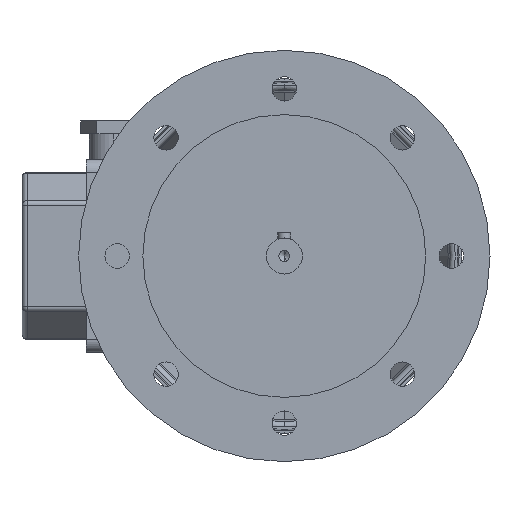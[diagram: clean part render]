
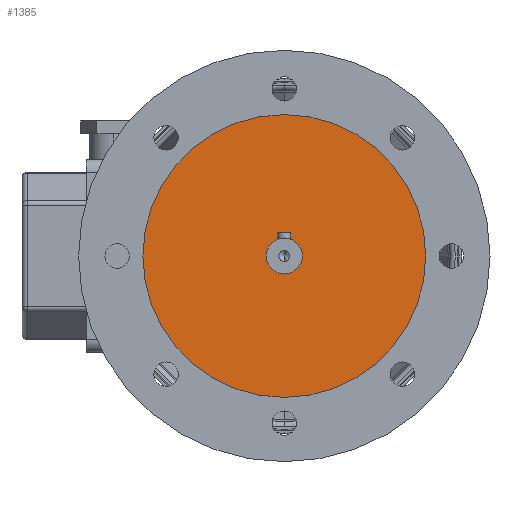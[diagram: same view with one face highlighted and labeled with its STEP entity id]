
A CAD part, left-side view. The second image highlights one B-rep face of the part: STEP entity #1385.
In plain terms, the highlighted face is planar.
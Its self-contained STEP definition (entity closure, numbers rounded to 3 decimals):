
#1368 = EDGE_LOOP ( 'NONE', ( #1369, #1370 ) ) ;
#1369 = ORIENTED_EDGE ( 'NONE', *, *, #2083, .F. ) ;
#1370 = ORIENTED_EDGE ( 'NONE', *, *, #2066, .F. ) ;
#1385 = ADVANCED_FACE ( 'NONE', ( #7254, #7253 ), #7252, .F. ) ;
#1401 = EDGE_CURVE ( 'NONE', #2167, #2170, #7289, .T. ) ;
#2047 = ORIENTED_EDGE ( 'NONE', *, *, #2169, .T. ) ;
#2048 = ORIENTED_EDGE ( 'NONE', *, *, #1401, .T. ) ;
#2049 = EDGE_LOOP ( 'NONE', ( #2047, #2048 ) ) ;
#2066 = EDGE_CURVE ( 'NONE', #2086, #2085, #8272, .T. ) ;
#2083 = EDGE_CURVE ( 'NONE', #2085, #2086, #8307, .T. ) ;
#2085 = VERTEX_POINT ( 'NONE', #8345 ) ;
#2086 = VERTEX_POINT ( 'NONE', #8344 ) ;
#2167 = VERTEX_POINT ( 'NONE', #8534 ) ;
#2169 = EDGE_CURVE ( 'NONE', #2170, #2167, #8533, .T. ) ;
#2170 = VERTEX_POINT ( 'NONE', #8528 ) ;
#7247 = DIRECTION ( 'NONE',  ( 0., 0., -1. ) ) ;
#7248 = DIRECTION ( 'NONE',  ( 0., -1., 0. ) ) ;
#7249 = CARTESIAN_POINT ( 'NONE',  ( 0., 23., -7. ) ) ;
#7251 = AXIS2_PLACEMENT_3D ( 'NONE', #7249, #7248, #7247 ) ;
#7252 = PLANE ( 'NONE',  #7251 ) ;
#7253 = FACE_OUTER_BOUND ( 'NONE', #2049, .T. ) ;
#7254 = FACE_BOUND ( 'NONE', #1368, .T. ) ;
#7285 = DIRECTION ( 'NONE',  ( 0., 0., 1. ) ) ;
#7286 = DIRECTION ( 'NONE',  ( 0., 1., 0. ) ) ;
#7287 = CARTESIAN_POINT ( 'NONE',  ( 0., 23., 0. ) ) ;
#7288 = AXIS2_PLACEMENT_3D ( 'NONE', #7287, #7286, #7285 ) ;
#7289 = CIRCLE ( 'NONE', #7288, 55. ) ;
#8268 = DIRECTION ( 'NONE',  ( 0., 0., 1. ) ) ;
#8269 = DIRECTION ( 'NONE',  ( 0., 1., 0. ) ) ;
#8270 = CARTESIAN_POINT ( 'NONE',  ( 0., 23., 0. ) ) ;
#8271 = AXIS2_PLACEMENT_3D ( 'NONE', #8270, #8269, #8268 ) ;
#8272 = CIRCLE ( 'NONE', #8271, 7. ) ;
#8307 = CIRCLE ( 'NONE', #8350, 7. ) ;
#8344 = CARTESIAN_POINT ( 'NONE',  ( 0., 23., -7. ) ) ;
#8345 = CARTESIAN_POINT ( 'NONE',  ( 0., 23., 7. ) ) ;
#8347 = DIRECTION ( 'NONE',  ( 0., 0., 1. ) ) ;
#8348 = DIRECTION ( 'NONE',  ( 0., 1., 0. ) ) ;
#8349 = CARTESIAN_POINT ( 'NONE',  ( 0., 23., 0. ) ) ;
#8350 = AXIS2_PLACEMENT_3D ( 'NONE', #8349, #8348, #8347 ) ;
#8528 = CARTESIAN_POINT ( 'NONE',  ( 0., 23., 55. ) ) ;
#8529 = DIRECTION ( 'NONE',  ( 0., 0., 1. ) ) ;
#8530 = DIRECTION ( 'NONE',  ( 0., 1., 0. ) ) ;
#8531 = CARTESIAN_POINT ( 'NONE',  ( 0., 23., 0. ) ) ;
#8532 = AXIS2_PLACEMENT_3D ( 'NONE', #8531, #8530, #8529 ) ;
#8533 = CIRCLE ( 'NONE', #8532, 55. ) ;
#8534 = CARTESIAN_POINT ( 'NONE',  ( 0., 23., -55. ) ) ;
